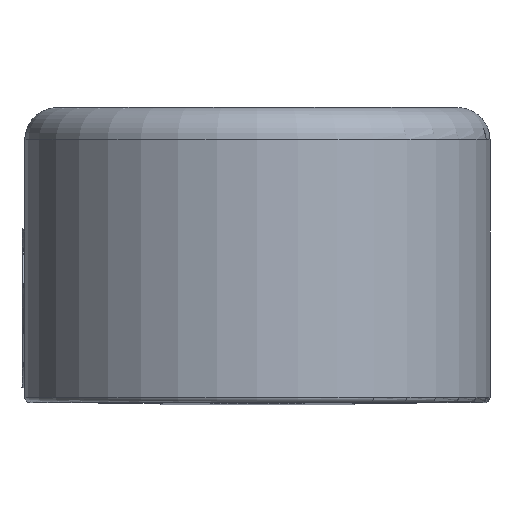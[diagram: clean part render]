
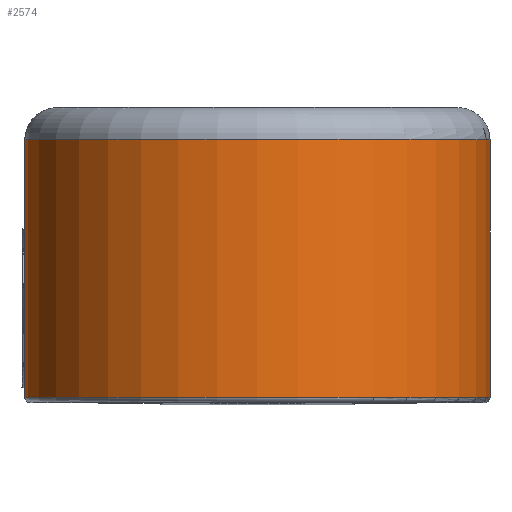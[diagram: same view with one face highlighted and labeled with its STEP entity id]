
A CAD part, top view. The second image highlights one B-rep face of the part: STEP entity #2574.
In plain terms, the highlighted cylindrical face has radius 35.052 mm (diameter 70.104 mm), a partial arc.
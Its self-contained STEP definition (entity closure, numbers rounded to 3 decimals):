
#1058=CARTESIAN_POINT('',(0.,0.76,0.));
#1059=DIRECTION('',(0.,-1.,0.));
#1060=DIRECTION('',(1.,0.,0.));
#1061=AXIS2_PLACEMENT_3D('',#1058,#1059,#1060);
#1066=DIRECTION('',(0.,1.,0.));
#1067=VECTOR('',#1066,38.864);
#1068=CARTESIAN_POINT('',(-35.052,0.76,0.));
#1069=LINE('',#1068,#1067);
#1094=CARTESIAN_POINT('',(0.,39.624,0.));
#1095=DIRECTION('',(0.,1.,0.));
#1096=DIRECTION('',(-1.,0.,0.));
#1097=AXIS2_PLACEMENT_3D('',#1094,#1095,#1096);
#1175=DIRECTION('',(0.,1.,0.));
#1176=VECTOR('',#1175,38.864);
#1177=CARTESIAN_POINT('',(35.052,0.76,0.));
#1178=LINE('',#1177,#1176);
#1497=CARTESIAN_POINT('',(35.052,0.76,0.));
#1498=VERTEX_POINT('',#1497);
#1501=CARTESIAN_POINT('',(-35.052,0.76,0.));
#1502=VERTEX_POINT('',#1501);
#1562=CARTESIAN_POINT('',(35.052,39.624,0.));
#1564=VERTEX_POINT('',#1562);
#1568=CARTESIAN_POINT('',(-35.052,39.624,0.));
#1569=VERTEX_POINT('',#1568);
#2561=CARTESIAN_POINT('',(0.,0.,0.));
#2562=DIRECTION('',(0.,1.,0.));
#2563=DIRECTION('',(-1.,0.,0.));
#2564=AXIS2_PLACEMENT_3D('',#2561,#2562,#2563);
#2565=CYLINDRICAL_SURFACE('',#2564,35.052);
#2567=ORIENTED_EDGE('',*,*,#2566,.T.);
#2569=ORIENTED_EDGE('',*,*,#2568,.F.);
#2570=ORIENTED_EDGE('',*,*,#2555,.T.);
#2571=ORIENTED_EDGE('',*,*,#2056,.T.);
#2572=EDGE_LOOP('',(#2567,#2569,#2570,#2571));
#2573=FACE_OUTER_BOUND('',#2572,.F.);
#1062=CIRCLE('',#1061,35.052);
#1098=CIRCLE('',#1097,35.052);
#2056=EDGE_CURVE('',#1502,#1569,#1069,.T.);
#2555=EDGE_CURVE('',#1498,#1502,#1062,.T.);
#2566=EDGE_CURVE('',#1569,#1564,#1098,.T.);
#2568=EDGE_CURVE('',#1498,#1564,#1178,.T.);
#2574=ADVANCED_FACE('',(#2573),#2565,.T.);
